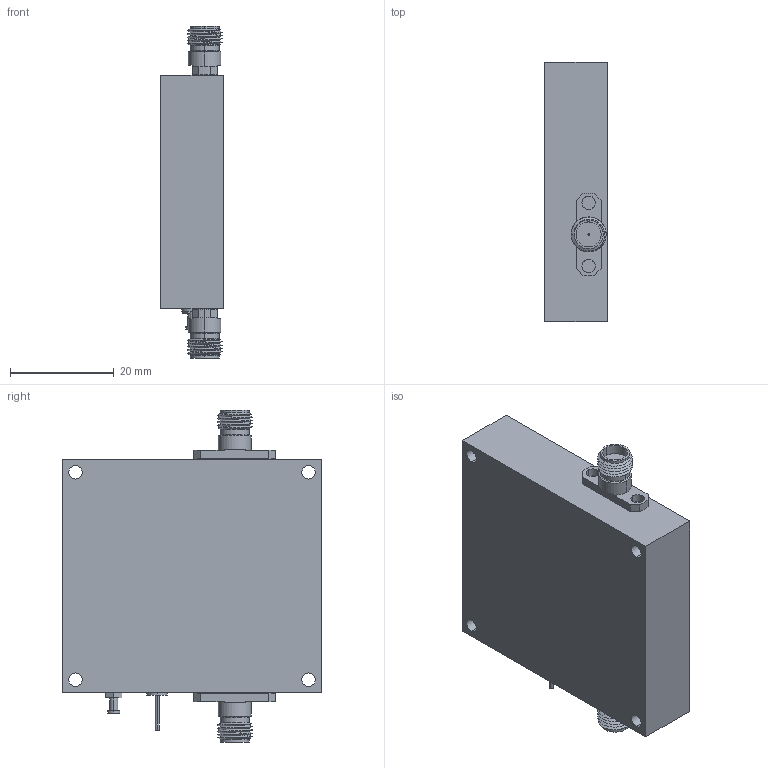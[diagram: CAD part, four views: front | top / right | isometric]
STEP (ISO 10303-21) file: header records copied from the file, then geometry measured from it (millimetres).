
FILE_DESCRIPTION (( 'STEP AP203' ), '1' );
FILE_NAME ('SBP-2333534028-KFKF-E3.STEP', '2020-03-24T18:39:54', ( '' ), ( '' ), 'SwSTEP 2.0', 'SolidWorks 2020', '' );
FILE_SCHEMA (( 'CONFIG_CONTROL_DESIGN' ));
Length unit declared in the file: inch
Products named in the file (1): SBP-2333534028-KFKF-E3
Bounding box: 12 x 50 x 64.05 mm (x, y, z)
Volume: 27390.9 mm3; surface area: 8266.1 mm2
Topology: 5 solids, 5 shells, 149 faces, 363 edges, 234 vertices
Faces by surface type: cylinder 70, plane 51, cone 18, bspline 6, torus 4
Entity records: 6079 total; most frequent: CARTESIAN_POINT 2472, DIRECTION 746, ORIENTED_EDGE 726, EDGE_CURVE 363, AXIS2_PLACEMENT_3D 289, VERTEX_POINT 234, EDGE_LOOP 181, LINE 168
